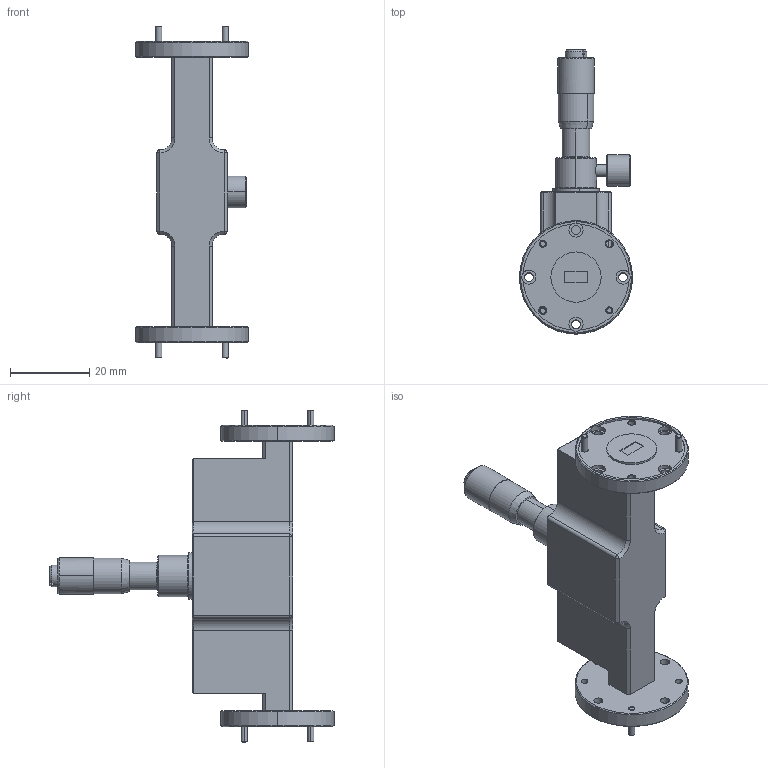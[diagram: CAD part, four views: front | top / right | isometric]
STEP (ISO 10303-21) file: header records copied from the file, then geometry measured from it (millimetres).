
FILE_DESCRIPTION (( 'STEP AP203' ), '1' );
FILE_NAME ('STA-30-22-M1.STEP', '2021-06-11T17:12:03', ( '' ), ( '' ), 'SwSTEP 2.0', 'SolidWorks 2021', '' );
FILE_SCHEMA (( 'CONFIG_CONTROL_DESIGN' ));
Length unit declared in the file: inch
Products named in the file (1): STA-30-22-M1
Bounding box: 28.57 x 71.81 x 83.95 mm (x, y, z)
Volume: 27342.1 mm3; surface area: 11014.7 mm2
Topology: 5 solids, 5 shells, 420 faces, 956 edges, 580 vertices
Faces by surface type: plane 150, cylinder 144, cone 124, torus 2
Entity records: 12057 total; most frequent: CARTESIAN_POINT 2251, DIRECTION 2182, ORIENTED_EDGE 1904, EDGE_CURVE 952, AXIS2_PLACEMENT_3D 857, VERTEX_POINT 580, EDGE_LOOP 490, VECTOR 468
